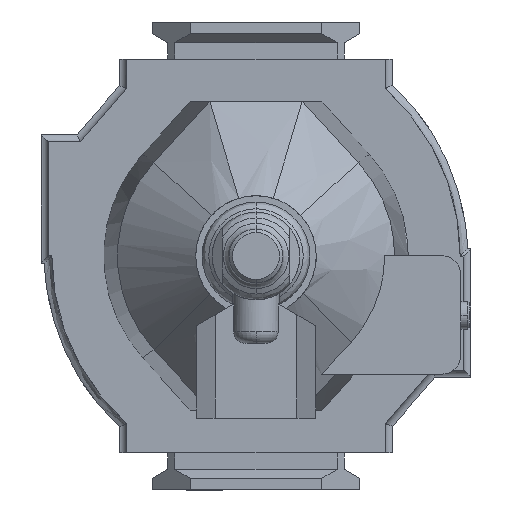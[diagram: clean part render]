
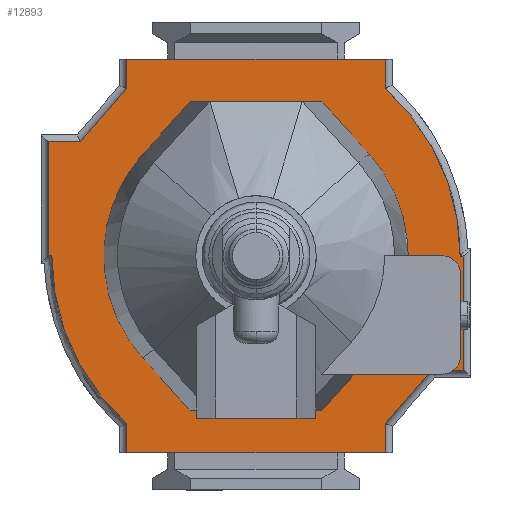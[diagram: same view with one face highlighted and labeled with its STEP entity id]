
A CAD part, front view. The second image highlights one B-rep face of the part: STEP entity #12893.
In plain terms, the highlighted face is planar.
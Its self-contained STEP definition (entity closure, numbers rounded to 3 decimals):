
#139 = LINE ( 'NONE', #14101, #15529 ) ;
#226 = EDGE_CURVE ( 'NONE', #7423, #9610, #12434, .T. ) ;
#378 = ORIENTED_EDGE ( 'NONE', *, *, #14008, .F. ) ;
#585 = VECTOR ( 'NONE', #13549, 1000. ) ;
#937 = DIRECTION ( 'NONE',  ( 0., 0., 1. ) ) ;
#1140 = CARTESIAN_POINT ( 'NONE',  ( -33.65, 0., -22.1 ) ) ;
#1732 = EDGE_CURVE ( 'NONE', #13865, #7423, #11198, .T. ) ;
#1756 = ORIENTED_EDGE ( 'NONE', *, *, #1732, .F. ) ;
#1799 = VERTEX_POINT ( 'NONE', #12936 ) ;
#1813 = DIRECTION ( 'NONE',  ( 0.757, 0., 0.654 ) ) ;
#1957 = VECTOR ( 'NONE', #11490, 1000. ) ;
#2050 = ORIENTED_EDGE ( 'NONE', *, *, #3064, .F. ) ;
#2398 = VECTOR ( 'NONE', #3508, 1000. ) ;
#2416 = EDGE_CURVE ( 'NONE', #11117, #5331, #6111, .T. ) ;
#2465 = LINE ( 'NONE', #14874, #5043 ) ;
#2484 = CARTESIAN_POINT ( 'NONE',  ( -33.65, 0., 22.1 ) ) ;
#2590 = DIRECTION ( 'NONE',  ( 0., 0., -1. ) ) ;
#2862 = VERTEX_POINT ( 'NONE', #9983 ) ;
#3059 = CARTESIAN_POINT ( 'NONE',  ( 19.5, 0., -30. ) ) ;
#3064 = EDGE_CURVE ( 'NONE', #9610, #13684, #12656, .T. ) ;
#3314 = EDGE_CURVE ( 'NONE', #9435, #14270, #3496, .T. ) ;
#3496 = LINE ( 'NONE', #14517, #585 ) ;
#3508 = DIRECTION ( 'NONE',  ( 1., 0., 0. ) ) ;
#3602 = DIRECTION ( 'NONE',  ( 0., 0., 1. ) ) ;
#3770 = DIRECTION ( 'NONE',  ( 0., 0., -1. ) ) ;
#3837 = ORIENTED_EDGE ( 'NONE', *, *, #14185, .F. ) ;
#3954 = CARTESIAN_POINT ( 'NONE',  ( 0., 0., -3.5 ) ) ;
#4030 = VERTEX_POINT ( 'NONE', #13249 ) ;
#4045 = DIRECTION ( 'NONE',  ( 0., -1., 0. ) ) ;
#4075 = CARTESIAN_POINT ( 'NONE',  ( 33.65, 0., -22.1 ) ) ;
#4224 = CARTESIAN_POINT ( 'NONE',  ( -19.5, 0., 35.5 ) ) ;
#4336 = CARTESIAN_POINT ( 'NONE',  ( 0., 0., 34.9 ) ) ;
#4382 = ORIENTED_EDGE ( 'NONE', *, *, #12700, .F. ) ;
#4398 = ORIENTED_EDGE ( 'NONE', *, *, #2416, .F. ) ;
#4466 = VECTOR ( 'NONE', #7151, 1000. ) ;
#4849 = CARTESIAN_POINT ( 'NONE',  ( 0., 0., 34.9 ) ) ;
#4951 = ORIENTED_EDGE ( 'NONE', *, *, #14279, .F. ) ;
#5043 = VECTOR ( 'NONE', #3602, 1000. ) ;
#5179 = VERTEX_POINT ( 'NONE', #14322 ) ;
#5216 = EDGE_CURVE ( 'NONE', #5331, #8544, #15005, .T. ) ;
#5331 = VERTEX_POINT ( 'NONE', #12361 ) ;
#5360 = DIRECTION ( 'NONE',  ( 0., 0., -1. ) ) ;
#5599 = FACE_OUTER_BOUND ( 'NONE', #13084, .T. ) ;
#6111 = LINE ( 'NONE', #6195, #14978 ) ;
#6195 = CARTESIAN_POINT ( 'NONE',  ( 33.65, 0., 22.1 ) ) ;
#6244 = ORIENTED_EDGE ( 'NONE', *, *, #15324, .F. ) ;
#6685 = LINE ( 'NONE', #15477, #2398 ) ;
#6721 = ORIENTED_EDGE ( 'NONE', *, *, #226, .F. ) ;
#6746 = CARTESIAN_POINT ( 'NONE',  ( -33.65, 0., -22.1 ) ) ;
#6929 = ORIENTED_EDGE ( 'NONE', *, *, #12912, .F. ) ;
#6960 = VECTOR ( 'NONE', #1813, 1000. ) ;
#7151 = DIRECTION ( 'NONE',  ( -1., 0., 0. ) ) ;
#7423 = VERTEX_POINT ( 'NONE', #6746 ) ;
#7906 = VECTOR ( 'NONE', #3770, 1000. ) ;
#8148 = EDGE_CURVE ( 'NONE', #14270, #11117, #15523, .T. ) ;
#8208 = VECTOR ( 'NONE', #937, 1000. ) ;
#8250 = ORIENTED_EDGE ( 'NONE', *, *, #12528, .F. ) ;
#8438 = CARTESIAN_POINT ( 'NONE',  ( 33.65, 0., 22.1 ) ) ;
#8447 = DIRECTION ( 'NONE',  ( 1., 0., 0. ) ) ;
#8544 = VERTEX_POINT ( 'NONE', #4336 ) ;
#8614 = VERTEX_POINT ( 'NONE', #14944 ) ;
#8687 = CARTESIAN_POINT ( 'NONE',  ( -34.996, 0., -36.92 ) ) ;
#8706 = DIRECTION ( 'NONE',  ( -1., 0., 0. ) ) ;
#8907 = VERTEX_POINT ( 'NONE', #13861 ) ;
#8957 = DIRECTION ( 'NONE',  ( 0., -1., 0. ) ) ;
#8961 = DIRECTION ( 'NONE',  ( 0., 0., -1. ) ) ;
#9369 = ORIENTED_EDGE ( 'NONE', *, *, #12214, .F. ) ;
#9435 = VERTEX_POINT ( 'NONE', #15449 ) ;
#9525 = DIRECTION ( 'NONE',  ( -0.757, 0., -0.654 ) ) ;
#9598 = LINE ( 'NONE', #15559, #4466 ) ;
#9610 = VERTEX_POINT ( 'NONE', #10885 ) ;
#9731 = ORIENTED_EDGE ( 'NONE', *, *, #13406, .F. ) ;
#9847 = DIRECTION ( 'NONE',  ( 0., 1., 0. ) ) ;
#9983 = CARTESIAN_POINT ( 'NONE',  ( -28.65, 0., 22.1 ) ) ;
#10374 = ORIENTED_EDGE ( 'NONE', *, *, #8148, .F. ) ;
#10608 = PLANE ( 'NONE',  #10827 ) ;
#10651 = CARTESIAN_POINT ( 'NONE',  ( 33.65, 0., -22.1 ) ) ;
#10827 = AXIS2_PLACEMENT_3D ( 'NONE', #8687, #9847, #11095 ) ;
#10831 = ORIENTED_EDGE ( 'NONE', *, *, #5216, .F. ) ;
#10885 = CARTESIAN_POINT ( 'NONE',  ( -28.622, 0., -22.1 ) ) ;
#11095 = DIRECTION ( 'NONE',  ( 0., 0., 1. ) ) ;
#11117 = VERTEX_POINT ( 'NONE', #8438 ) ;
#11198 = LINE ( 'NONE', #2484, #7906 ) ;
#11352 = LINE ( 'NONE', #3059, #6960 ) ;
#11490 = DIRECTION ( 'NONE',  ( 0., 0., -1. ) ) ;
#12214 = EDGE_CURVE ( 'NONE', #14335, #1799, #139, .T. ) ;
#12361 = CARTESIAN_POINT ( 'NONE',  ( 28.622, 0., 22.1 ) ) ;
#12371 = LINE ( 'NONE', #4849, #8208 ) ;
#12434 = LINE ( 'NONE', #1140, #13845 ) ;
#12448 = DIRECTION ( 'NONE',  ( -1., 0., 0. ) ) ;
#12528 = EDGE_CURVE ( 'NONE', #2862, #13865, #9598, .T. ) ;
#12656 = CIRCLE ( 'NONE', #13710, 38.4 ) ;
#12690 = ORIENTED_EDGE ( 'NONE', *, *, #3314, .F. ) ;
#12700 = EDGE_CURVE ( 'NONE', #5179, #8907, #6685, .T. ) ;
#12752 = VECTOR ( 'NONE', #12448, 1000. ) ;
#12893 = ADVANCED_FACE ( 'NONE', ( #5599 ), #10608, .T. ) ;
#12912 = EDGE_CURVE ( 'NONE', #8907, #4030, #2465, .T. ) ;
#12936 = CARTESIAN_POINT ( 'NONE',  ( -19.5, 0., 30. ) ) ;
#13084 = EDGE_LOOP ( 'NONE', ( #3837, #9369, #6244, #9731, #10831, #4398, #10374, #12690, #378, #6929, #4382, #4951, #2050, #6721, #1756, #8250 ) ) ;
#13172 = CARTESIAN_POINT ( 'NONE',  ( 0., 0., 3.5 ) ) ;
#13208 = AXIS2_PLACEMENT_3D ( 'NONE', #3954, #8957, #5360 ) ;
#13249 = CARTESIAN_POINT ( 'NONE',  ( 19.5, 0., -30. ) ) ;
#13339 = LINE ( 'NONE', #14624, #16152 ) ;
#13406 = EDGE_CURVE ( 'NONE', #8544, #8614, #12371, .T. ) ;
#13428 = CARTESIAN_POINT ( 'NONE',  ( 0., 0., 35.5 ) ) ;
#13549 = DIRECTION ( 'NONE',  ( 1., 0., 0. ) ) ;
#13585 = CARTESIAN_POINT ( 'NONE',  ( -33.65, 0., 22.1 ) ) ;
#13684 = VERTEX_POINT ( 'NONE', #15710 ) ;
#13710 = AXIS2_PLACEMENT_3D ( 'NONE', #13172, #4045, #8961 ) ;
#13845 = VECTOR ( 'NONE', #8447, 1000. ) ;
#13861 = CARTESIAN_POINT ( 'NONE',  ( 19.5, 0., -35.5 ) ) ;
#13865 = VERTEX_POINT ( 'NONE', #13585 ) ;
#14008 = EDGE_CURVE ( 'NONE', #4030, #9435, #11352, .T. ) ;
#14101 = CARTESIAN_POINT ( 'NONE',  ( -19.5, 0., 35.5 ) ) ;
#14115 = LINE ( 'NONE', #15436, #1957 ) ;
#14185 = EDGE_CURVE ( 'NONE', #1799, #2862, #13339, .T. ) ;
#14270 = VERTEX_POINT ( 'NONE', #4075 ) ;
#14279 = EDGE_CURVE ( 'NONE', #13684, #5179, #14115, .T. ) ;
#14322 = CARTESIAN_POINT ( 'NONE',  ( 0., 0., -35.5 ) ) ;
#14335 = VERTEX_POINT ( 'NONE', #4224 ) ;
#14517 = CARTESIAN_POINT ( 'NONE',  ( 28.65, 0., -22.1 ) ) ;
#14599 = DIRECTION ( 'NONE',  ( 0., 0., 1. ) ) ;
#14624 = CARTESIAN_POINT ( 'NONE',  ( -19.5, 0., 30. ) ) ;
#14874 = CARTESIAN_POINT ( 'NONE',  ( 19.5, 0., -35.5 ) ) ;
#14944 = CARTESIAN_POINT ( 'NONE',  ( 0., 0., 35.5 ) ) ;
#14978 = VECTOR ( 'NONE', #8706, 1000. ) ;
#15005 = CIRCLE ( 'NONE', #13208, 38.4 ) ;
#15324 = EDGE_CURVE ( 'NONE', #8614, #14335, #16057, .T. ) ;
#15436 = CARTESIAN_POINT ( 'NONE',  ( 0., 0., -34.9 ) ) ;
#15449 = CARTESIAN_POINT ( 'NONE',  ( 28.65, 0., -22.1 ) ) ;
#15477 = CARTESIAN_POINT ( 'NONE',  ( 0., 0., -35.5 ) ) ;
#15523 = LINE ( 'NONE', #10651, #15937 ) ;
#15529 = VECTOR ( 'NONE', #2590, 1000. ) ;
#15559 = CARTESIAN_POINT ( 'NONE',  ( -28.65, 0., 22.1 ) ) ;
#15710 = CARTESIAN_POINT ( 'NONE',  ( 0., 0., -34.9 ) ) ;
#15937 = VECTOR ( 'NONE', #14599, 1000. ) ;
#16057 = LINE ( 'NONE', #13428, #12752 ) ;
#16152 = VECTOR ( 'NONE', #9525, 1000. ) ;
